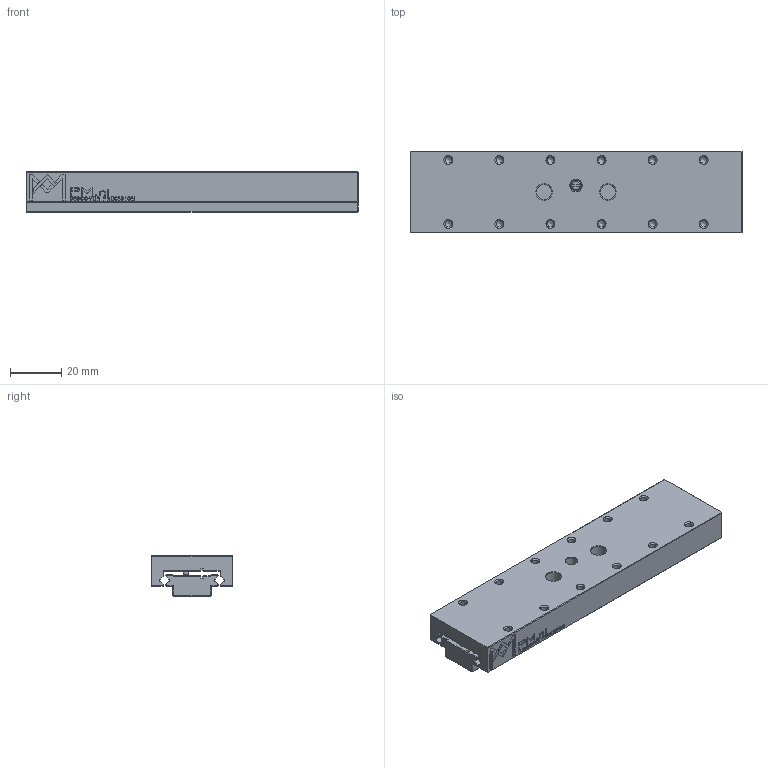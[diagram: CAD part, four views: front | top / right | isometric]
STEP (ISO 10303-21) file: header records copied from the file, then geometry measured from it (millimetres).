
FILE_DESCRIPTION(/* description */ (''),/* implementation_level */ '2;1');
FILE_NAME(/* name */ 'MSR 15-130.stp',/* time_stamp */ '2024-09-19T14:02:12+02:00',/* author */ (''),/* organization */ (''),/* preprocessor_version */ 'ST-DEVELOPER v16.7',/* originating_system */ 'SIEMENS PLM Software NX 12.0',/* authorisation */ '');
FILE_SCHEMA (('AUTOMOTIVE_DESIGN { 1 0 10303 214 3 1 1 1 }'));
Products named in the file (1): 046445_A_16-Slide MSR 15-130 Assy_stp
Bounding box: 130 x 32 x 16 mm (x, y, z)
Volume: 48663.9 mm3; surface area: 23780.6 mm2
Topology: 3 solids, 3 shells, 1908 faces, 5428 edges, 3598 vertices
Faces by surface type: plane 1644, bspline 180, cone 52, cylinder 30, torus 2
Full cylindrical faces by diameter (mm): 1.6 x1, 2 x1, 2.5 x12, 3.3 x4, 3.8 x1, 4.5 x1, 6 x6
Entity records: 65504 total; most frequent: CARTESIAN_POINT 13387, ORIENTED_EDGE 10670, DIRECTION 8530, EDGE_CURVE 5335, LINE 4862, VECTOR 4862, VERTEX_POINT 3587, EDGE_LOOP 2064
